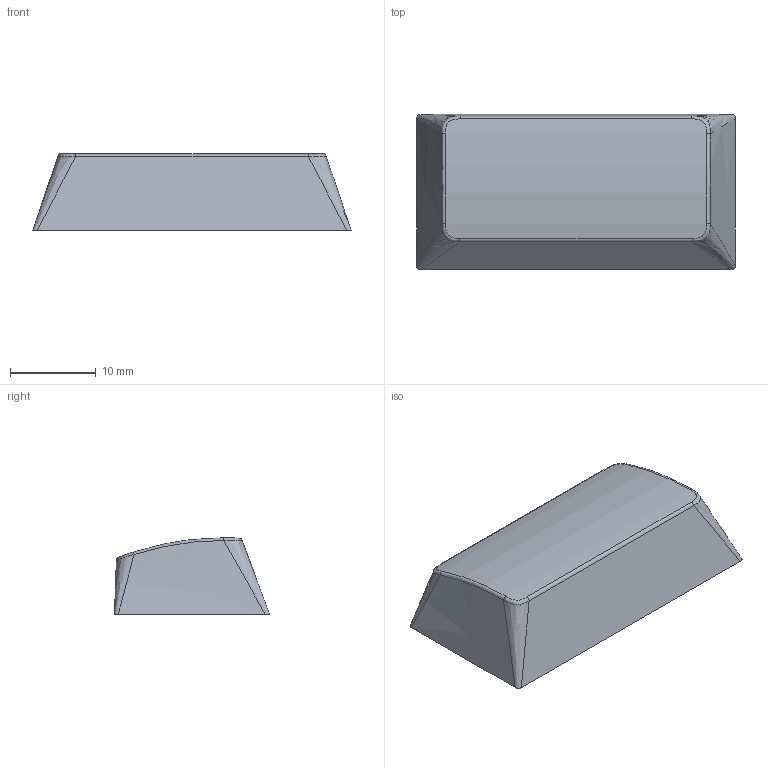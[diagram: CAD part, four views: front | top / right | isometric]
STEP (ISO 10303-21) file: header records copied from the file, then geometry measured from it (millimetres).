
FILE_DESCRIPTION(/* description */ ('','CAx-IF Rec.Pracs.---Representation and Presentation of Product Manufacturing Information (PMI)---4.0---2014-10-13'),/* implementation_level */ '2;1');
FILE_NAME(/* name */ 'Convex_2u_4x.step',/* time_stamp */ '2025-01-09T16:43:47+01:00',/* author */ (''),/* organization */ (''),/* preprocessor_version */ 'ST-DEVELOPER v20',/* originating_system */ 'Autodesk Translation Framework v13.20.0.188',/* authorisation */ '');
FILE_SCHEMA (('AP242_MANAGED_MODEL_BASED_3D_ENGINEERING_MIM_LF { 1 0 10303 442 1 1 4 }'));
Length unit declared in the file: millimetre
Products named in the file (1): Convex_2u
Bounding box: 37.15 x 18.1 x 8.92 mm (x, y, z)
Volume: 1779.2 mm3; surface area: 3237.6 mm2
Topology: 1 solids, 1 shells, 143 faces, 367 edges, 230 vertices
Faces by surface type: plane 112, bspline 27, cylinder 4
Full cylindrical faces by diameter (mm): 5.5 x3
Entity records: 5786 total; most frequent: CARTESIAN_POINT 2483, ORIENTED_EDGE 734, DIRECTION 569, EDGE_CURVE 367, LINE 259, VECTOR 259, VERTEX_POINT 230, AXIS2_PLACEMENT_3D 155
